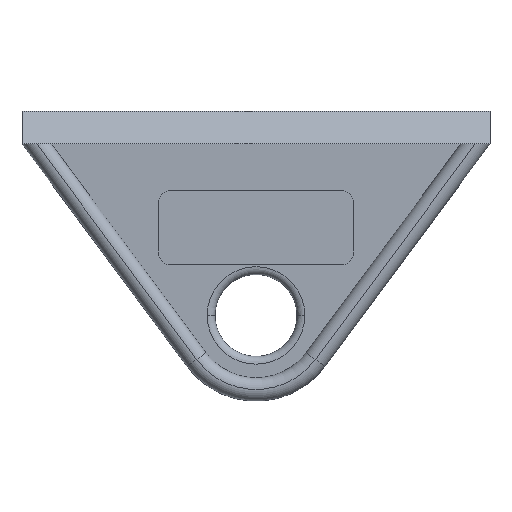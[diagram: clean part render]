
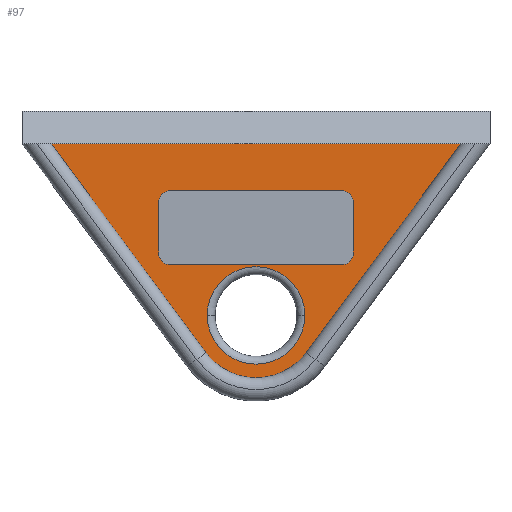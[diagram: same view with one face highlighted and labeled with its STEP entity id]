
A CAD part, top view. The second image highlights one B-rep face of the part: STEP entity #97.
In plain terms, the highlighted planar face has unit normal (0, 0, 1).
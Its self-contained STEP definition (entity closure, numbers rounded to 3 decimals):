
#97=ADVANCED_FACE('NONE',(#238,#239,#240),#241,.T.);
#238=FACE_OUTER_BOUND('',#424,.T.);
#239=FACE_BOUND('',#425,.T.);
#240=FACE_BOUND('',#426,.T.);
#241=PLANE('',#427);
#424=EDGE_LOOP('',(#643,#644,#645,#646));
#425=EDGE_LOOP('',(#647,#648));
#426=EDGE_LOOP('',(#649,#650,#651,#652,#653,#654,#655,#656));
#427=AXIS2_PLACEMENT_3D('',#657,#658,#659);
#643=ORIENTED_EDGE('',*,*,#1131,.T.);
#644=ORIENTED_EDGE('',*,*,#1132,.T.);
#645=ORIENTED_EDGE('',*,*,#1133,.T.);
#646=ORIENTED_EDGE('',*,*,#1134,.T.);
#647=ORIENTED_EDGE('',*,*,#1135,.T.);
#648=ORIENTED_EDGE('',*,*,#1111,.T.);
#649=ORIENTED_EDGE('',*,*,#1136,.F.);
#650=ORIENTED_EDGE('',*,*,#1137,.F.);
#651=ORIENTED_EDGE('',*,*,#1138,.F.);
#652=ORIENTED_EDGE('',*,*,#1139,.F.);
#653=ORIENTED_EDGE('',*,*,#1140,.F.);
#654=ORIENTED_EDGE('',*,*,#1141,.F.);
#655=ORIENTED_EDGE('',*,*,#1142,.F.);
#656=ORIENTED_EDGE('',*,*,#1143,.F.);
#657=CARTESIAN_POINT('',(0.0,0.0,1.5));
#658=DIRECTION('',(0.0,0.0,1.0));
#659=DIRECTION('',(1.0,-0.0,0.0));
#1111=EDGE_CURVE('NONE',#1320,#1321,#1322,.T.);
#1131=EDGE_CURVE('NONE',#1348,#1349,#1350,.T.);
#1132=EDGE_CURVE('NONE',#1349,#1351,#1352,.T.);
#1133=EDGE_CURVE('NONE',#1351,#1353,#1354,.T.);
#1134=EDGE_CURVE('NONE',#1353,#1348,#1355,.T.);
#1135=EDGE_CURVE('NONE',#1321,#1320,#1356,.T.);
#1136=EDGE_CURVE('NONE',#1357,#1358,#1359,.T.);
#1137=EDGE_CURVE('NONE',#1360,#1357,#1361,.T.);
#1138=EDGE_CURVE('NONE',#1362,#1360,#1363,.T.);
#1139=EDGE_CURVE('NONE',#1364,#1362,#1365,.T.);
#1140=EDGE_CURVE('NONE',#1366,#1364,#1367,.T.);
#1141=EDGE_CURVE('NONE',#1368,#1366,#1369,.T.);
#1142=EDGE_CURVE('NONE',#1370,#1368,#1371,.T.);
#1143=EDGE_CURVE('NONE',#1358,#1370,#1372,.T.);
#1320=VERTEX_POINT('NONE',#1611);
#1321=VERTEX_POINT('NONE',#1612);
#1322=CIRCLE('',#1613,6.25);
#1348=VERTEX_POINT('NONE',#1643);
#1349=VERTEX_POINT('NONE',#1644);
#1350=LINE('',#1645,#1646);
#1351=VERTEX_POINT('NONE',#1647);
#1352=LINE('',#1648,#1649);
#1353=VERTEX_POINT('NONE',#1650);
#1354=CIRCLE('',#1651,8.0);
#1355=LINE('',#1652,#1653);
#1356=CIRCLE('',#1654,6.25);
#1357=VERTEX_POINT('NONE',#1655);
#1358=VERTEX_POINT('NONE',#1656);
#1359=CIRCLE('',#1657,1.5);
#1360=VERTEX_POINT('NONE',#1658);
#1361=LINE('',#1659,#1660);
#1362=VERTEX_POINT('NONE',#1661);
#1363=CIRCLE('',#1662,1.5);
#1364=VERTEX_POINT('NONE',#1663);
#1365=LINE('',#1664,#1665);
#1366=VERTEX_POINT('NONE',#1666);
#1367=CIRCLE('',#1667,1.5);
#1368=VERTEX_POINT('NONE',#1668);
#1369=LINE('',#1669,#1670);
#1370=VERTEX_POINT('NONE',#1671);
#1371=CIRCLE('',#1672,1.5);
#1372=LINE('',#1673,#1674);
#1611=CARTESIAN_POINT('',(-6.25,0.,1.5));
#1612=CARTESIAN_POINT('',(6.25,0.0,1.5));
#1613=AXIS2_PLACEMENT_3D('',#2063,#2064,#2065);
#1643=CARTESIAN_POINT('',(26.266,22.0,1.5));
#1644=CARTESIAN_POINT('',(-26.266,22.0,1.5));
#1645=CARTESIAN_POINT('',(-30.0,22.0,1.5));
#1646=VECTOR('',#2100,1000.0);
#1647=CARTESIAN_POINT('',(-6.427,-4.764,1.5));
#1648=CARTESIAN_POINT('',(-6.427,-4.764,1.5));
#1649=VECTOR('',#2101,1000.0);
#1650=CARTESIAN_POINT('',(6.427,-4.764,1.5));
#1651=AXIS2_PLACEMENT_3D('',#2102,#2103,#2104);
#1652=CARTESIAN_POINT('',(6.427,-4.764,1.5));
#1653=VECTOR('',#2105,1000.0);
#1654=AXIS2_PLACEMENT_3D('',#2106,#2107,#2108);
#1655=CARTESIAN_POINT('',(-12.5,8.0,1.5));
#1656=CARTESIAN_POINT('',(-11.0,6.5,1.5));
#1657=AXIS2_PLACEMENT_3D('',#2109,#2110,#2111);
#1658=CARTESIAN_POINT('',(-12.5,14.5,1.5));
#1659=CARTESIAN_POINT('',(-12.5,14.5,1.5));
#1660=VECTOR('',#2112,1000.0);
#1661=CARTESIAN_POINT('',(-11.0,16.0,1.5));
#1662=AXIS2_PLACEMENT_3D('',#2113,#2114,#2115);
#1663=CARTESIAN_POINT('',(11.0,16.0,1.5));
#1664=CARTESIAN_POINT('',(-11.0,16.0,1.5));
#1665=VECTOR('',#2116,1000.0);
#1666=CARTESIAN_POINT('',(12.5,14.5,1.5));
#1667=AXIS2_PLACEMENT_3D('',#2117,#2118,#2119);
#1668=CARTESIAN_POINT('',(12.5,8.0,1.5));
#1669=CARTESIAN_POINT('',(12.5,14.5,1.5));
#1670=VECTOR('',#2120,1000.0);
#1671=CARTESIAN_POINT('',(11.0,6.5,1.5));
#1672=AXIS2_PLACEMENT_3D('',#2121,#2122,#2123);
#1673=CARTESIAN_POINT('',(-11.0,6.5,1.5));
#1674=VECTOR('',#2124,1000.0);
#2063=CARTESIAN_POINT('',(0.0,0.0,1.5));
#2064=DIRECTION('',(0.0,0.0,-1.0));
#2065=DIRECTION('',(1.0,0.0,0.0));
#2100=DIRECTION('',(-1.0,-0.0,-0.0));
#2101=DIRECTION('',(0.595,-0.803,0.0));
#2102=CARTESIAN_POINT('',(0.,0.,1.5));
#2103=DIRECTION('',(0.0,0.0,1.0));
#2104=DIRECTION('',(1.0,0.0,0.0));
#2105=DIRECTION('',(0.595,0.803,-0.0));
#2106=CARTESIAN_POINT('',(0.0,0.0,1.5));
#2107=DIRECTION('',(0.0,0.0,-1.0));
#2108=DIRECTION('',(1.0,0.0,0.0));
#2109=CARTESIAN_POINT('',(-11.0,8.0,1.5));
#2110=DIRECTION('',(0.0,0.0,1.0));
#2111=DIRECTION('',(-1.0,0.0,0.0));
#2112=DIRECTION('',(0.,-1.0,0.0));
#2113=CARTESIAN_POINT('',(-11.0,14.5,1.5));
#2114=DIRECTION('',(0.0,0.0,1.0));
#2115=DIRECTION('',(-1.0,0.0,0.0));
#2116=DIRECTION('',(-1.0,0.,-0.0));
#2117=CARTESIAN_POINT('',(11.0,14.5,1.5));
#2118=DIRECTION('',(0.0,0.0,1.0));
#2119=DIRECTION('',(-1.0,0.0,0.0));
#2120=DIRECTION('',(0.,1.0,-0.0));
#2121=CARTESIAN_POINT('',(11.0,8.0,1.5));
#2122=DIRECTION('',(0.0,0.0,1.0));
#2123=DIRECTION('',(-1.0,0.0,0.0));
#2124=DIRECTION('',(1.0,0.0,0.0));
